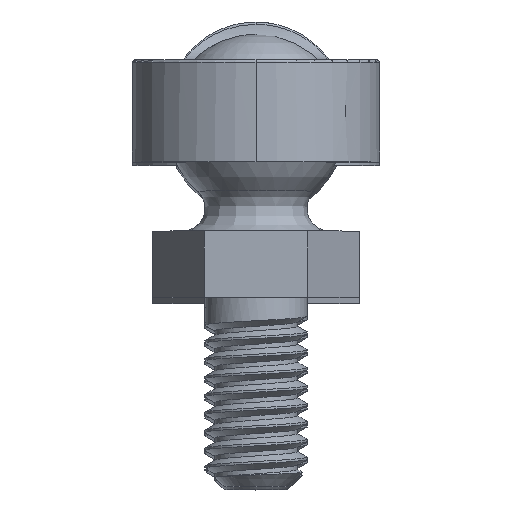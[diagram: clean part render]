
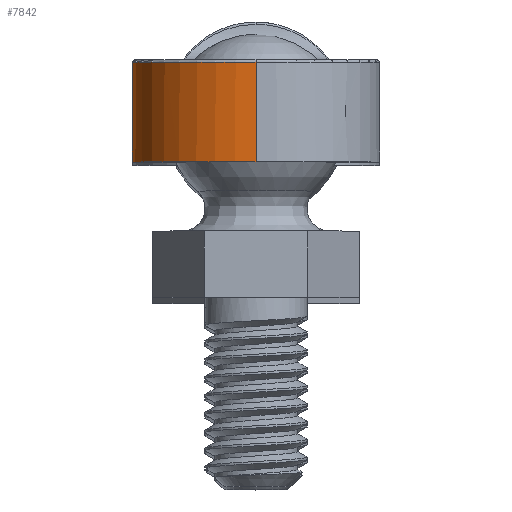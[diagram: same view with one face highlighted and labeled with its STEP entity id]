
A CAD part, top view. The second image highlights one B-rep face of the part: STEP entity #7842.
In plain terms, the highlighted cylindrical face has radius 4.85 mm (diameter 9.7 mm), a partial arc.
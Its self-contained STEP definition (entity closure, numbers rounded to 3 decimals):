
#230 = B_SPLINE_CURVE_WITH_KNOTS ( 'NONE', 3,
 ( #8558, #2558, #9740, #12140, #1351, #2634, #4875, #15755, #11025, #13597 ),
 .UNSPECIFIED., .F., .F.,
 ( 4, 2, 2, 2, 4 ),
 ( 0.021, 0.021, 0.022, 0.022, 0.023 ),
 .UNSPECIFIED. ) ;
#635 = CARTESIAN_POINT ( 'NONE',  ( 0., -2., 46.5 ) ) ;
#704 = CARTESIAN_POINT ( 'NONE',  ( 0., -2., 41.65 ) ) ;
#1012 = DIRECTION ( 'NONE',  ( 0., 1., 0. ) ) ;
#1201 = VERTEX_POINT ( 'NONE', #6582 ) ;
#1351 = CARTESIAN_POINT ( 'NONE',  ( -3.276, -1.244, 38.073 ) ) ;
#1738 = ORIENTED_EDGE ( 'NONE', *, *, #12220, .F. ) ;
#1886 = AXIS2_PLACEMENT_3D ( 'NONE', #704, #9109, #10215 ) ;
#2059 = CARTESIAN_POINT ( 'NONE',  ( -3.5, 0.351, 38.293 ) ) ;
#2558 = CARTESIAN_POINT ( 'NONE',  ( -2.969, -1.861, 37.813 ) ) ;
#2634 = CARTESIAN_POINT ( 'NONE',  ( -3.385, -0.907, 38.176 ) ) ;
#3397 = CARTESIAN_POINT ( 'NONE',  ( -3.114, 1.629, 37.925 ) ) ;
#3504 = VERTEX_POINT ( 'NONE', #9407 ) ;
#4077 = CYLINDRICAL_SURFACE ( 'NONE', #9680, 4.85 ) ;
#4611 = CARTESIAN_POINT ( 'NONE',  ( -2.872, -2., 37.742 ) ) ;
#4875 = CARTESIAN_POINT ( 'NONE',  ( -3.427, -0.733, 38.218 ) ) ;
#5127 = DIRECTION ( 'NONE',  ( 0., 0., 1. ) ) ;
#5206 = ORIENTED_EDGE ( 'NONE', *, *, #6009, .T. ) ;
#5304 = DIRECTION ( 'NONE',  ( 0., -1., 0. ) ) ;
#5323 = EDGE_CURVE ( 'NONE', #13148, #8167, #8784, .T. ) ;
#6009 = EDGE_CURVE ( 'NONE', #1201, #3504, #10190, .T. ) ;
#6582 = CARTESIAN_POINT ( 'NONE',  ( 0., 1.9, 46.5 ) ) ;
#7523 = FACE_OUTER_BOUND ( 'NONE', #7852, .T. ) ;
#7842 = ADVANCED_FACE ( 'NONE', ( #7523 ), #4077, .T. ) ;
#7847 = VERTEX_POINT ( 'NONE', #8966 ) ;
#7852 = EDGE_LOOP ( 'NONE', ( #13951, #13710, #5206, #1738, #8716 ) ) ;
#8167 = VERTEX_POINT ( 'NONE', #635 ) ;
#8436 = VECTOR ( 'NONE', #1012, 1000. ) ;
#8558 = CARTESIAN_POINT ( 'NONE',  ( -2.872, -2., 37.742 ) ) ;
#8716 = ORIENTED_EDGE ( 'NONE', *, *, #11931, .F. ) ;
#8784 = CIRCLE ( 'NONE', #1886, 4.85 ) ;
#8966 = CARTESIAN_POINT ( 'NONE',  ( -3.5, 0., 38.293 ) ) ;
#9109 = DIRECTION ( 'NONE',  ( 0., 1., 0. ) ) ;
#9407 = CARTESIAN_POINT ( 'NONE',  ( -2.939, 1.9, 37.792 ) ) ;
#9680 = AXIS2_PLACEMENT_3D ( 'NONE', #11194, #11349, #5127 ) ;
#9740 = CARTESIAN_POINT ( 'NONE',  ( -3.056, -1.716, 37.882 ) ) ;
#10190 = CIRCLE ( 'NONE', #13528, 4.85 ) ;
#10215 = DIRECTION ( 'NONE',  ( 0., 0., 1. ) ) ;
#10526 = B_SPLINE_CURVE_WITH_KNOTS ( 'NONE', 3,
 ( #15575, #2059, #14307, #13175, #3397, #14080 ),
 .UNSPECIFIED., .F., .F.,
 ( 4, 2, 4 ),
 ( 0., 0.001, 0.002 ),
 .UNSPECIFIED. ) ;
#11025 = CARTESIAN_POINT ( 'NONE',  ( -3.5, -0.186, 38.293 ) ) ;
#11194 = CARTESIAN_POINT ( 'NONE',  ( 0., -2., 41.65 ) ) ;
#11349 = DIRECTION ( 'NONE',  ( 0., 1., 0. ) ) ;
#11379 = CARTESIAN_POINT ( 'NONE',  ( 0., 1.9, 41.65 ) ) ;
#11931 = EDGE_CURVE ( 'NONE', #13148, #7847, #230, .T. ) ;
#12140 = CARTESIAN_POINT ( 'NONE',  ( -3.209, -1.408, 38.012 ) ) ;
#12220 = EDGE_CURVE ( 'NONE', #7847, #3504, #10526, .T. ) ;
#12304 = EDGE_CURVE ( 'NONE', #8167, #1201, #15502, .T. ) ;
#12437 = DIRECTION ( 'NONE',  ( 0., 0., 1. ) ) ;
#13148 = VERTEX_POINT ( 'NONE', #4611 ) ;
#13175 = CARTESIAN_POINT ( 'NONE',  ( -3.253, 1.335, 38.05 ) ) ;
#13528 = AXIS2_PLACEMENT_3D ( 'NONE', #11379, #5304, #12437 ) ;
#13597 = CARTESIAN_POINT ( 'NONE',  ( -3.5, 0., 38.293 ) ) ;
#13710 = ORIENTED_EDGE ( 'NONE', *, *, #12304, .T. ) ;
#13951 = ORIENTED_EDGE ( 'NONE', *, *, #5323, .T. ) ;
#14080 = CARTESIAN_POINT ( 'NONE',  ( -2.939, 1.9, 37.792 ) ) ;
#14307 = CARTESIAN_POINT ( 'NONE',  ( -3.448, 0.689, 38.237 ) ) ;
#15351 = CARTESIAN_POINT ( 'NONE',  ( 0., -2., 46.5 ) ) ;
#15502 = LINE ( 'NONE', #15351, #8436 ) ;
#15575 = CARTESIAN_POINT ( 'NONE',  ( -3.5, 0., 38.293 ) ) ;
#15755 = CARTESIAN_POINT ( 'NONE',  ( -3.485, -0.373, 38.277 ) ) ;
